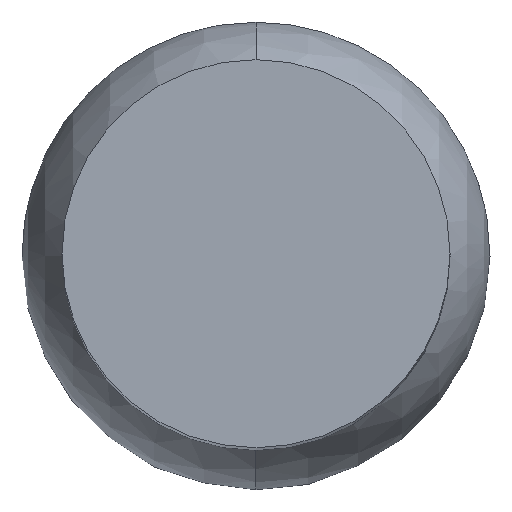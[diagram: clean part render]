
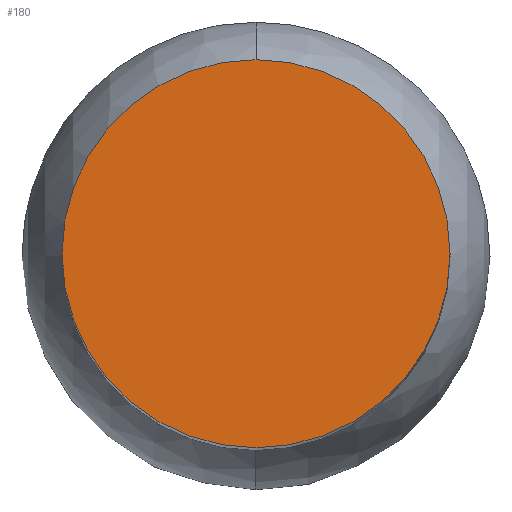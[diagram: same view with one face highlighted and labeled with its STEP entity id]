
A CAD part, top view. The second image highlights one B-rep face of the part: STEP entity #180.
In plain terms, the highlighted planar face has unit normal (0, 0, 1).
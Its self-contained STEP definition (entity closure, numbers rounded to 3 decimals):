
#5 = EDGE_LOOP ( 'NONE', ( #157, #154 ) ) ;
#26 = VERTEX_POINT ( 'NONE', #103 ) ;
#27 = DIRECTION ( 'NONE',  ( 1., 0., 0. ) ) ;
#39 = CARTESIAN_POINT ( 'NONE',  ( 0., 0., 130. ) ) ;
#45 = FACE_OUTER_BOUND ( 'NONE', #5, .T. ) ;
#72 = CARTESIAN_POINT ( 'NONE',  ( 0., 0., 130. ) ) ;
#73 = CARTESIAN_POINT ( 'NONE',  ( -17., 0., 130. ) ) ;
#75 = DIRECTION ( 'NONE',  ( 0., 0., 1. ) ) ;
#85 = EDGE_CURVE ( 'NONE', #26, #207, #174, .T. ) ;
#103 = CARTESIAN_POINT ( 'NONE',  ( 17., 0., 130. ) ) ;
#108 = AXIS2_PLACEMENT_3D ( 'NONE', #39, #205, #122 ) ;
#122 = DIRECTION ( 'NONE',  ( 1., 0., 0. ) ) ;
#149 = AXIS2_PLACEMENT_3D ( 'NONE', #176, #198, #27 ) ;
#150 = EDGE_CURVE ( 'NONE', #207, #26, #178, .T. ) ;
#151 = PLANE ( 'NONE',  #215 ) ;
#154 = ORIENTED_EDGE ( 'NONE', *, *, #85, .T. ) ;
#157 = ORIENTED_EDGE ( 'NONE', *, *, #150, .T. ) ;
#174 = CIRCLE ( 'NONE', #149, 17. ) ;
#176 = CARTESIAN_POINT ( 'NONE',  ( 0., 0., 130. ) ) ;
#178 = CIRCLE ( 'NONE', #108, 17. ) ;
#180 = ADVANCED_FACE ( 'NONE', ( #45 ), #151, .T. ) ;
#198 = DIRECTION ( 'NONE',  ( 0., 0., 1. ) ) ;
#205 = DIRECTION ( 'NONE',  ( 0., 0., 1. ) ) ;
#206 = DIRECTION ( 'NONE',  ( 1., 0., 0. ) ) ;
#207 = VERTEX_POINT ( 'NONE', #73 ) ;
#215 = AXIS2_PLACEMENT_3D ( 'NONE', #72, #75, #206 ) ;
